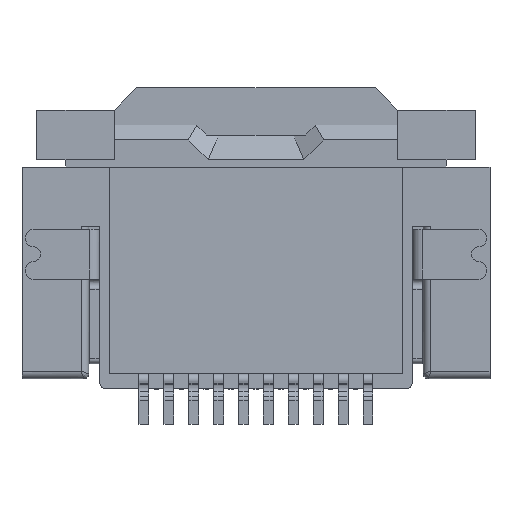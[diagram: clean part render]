
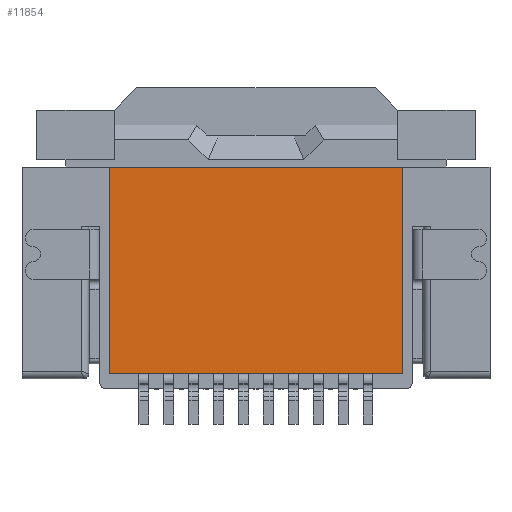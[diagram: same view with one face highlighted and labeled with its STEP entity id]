
A CAD part, front view. The second image highlights one B-rep face of the part: STEP entity #11854.
In plain terms, the highlighted planar face has unit normal (0, -1, 0).
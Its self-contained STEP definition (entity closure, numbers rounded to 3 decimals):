
#2400=ORIENTED_EDGE('',*,*,#4969,.T.);
#2401=ORIENTED_EDGE('',*,*,#4970,.T.);
#2402=ORIENTED_EDGE('',*,*,#4971,.F.);
#2403=ORIENTED_EDGE('',*,*,#4743,.F.);
#4743=EDGE_CURVE('',#6157,#6158,#7332,.T.);
#4969=EDGE_CURVE('',#6157,#6318,#7518,.T.);
#4970=EDGE_CURVE('',#6318,#6319,#7519,.T.);
#4971=EDGE_CURVE('',#6158,#6319,#7520,.T.);
#6157=VERTEX_POINT('',#17767);
#6158=VERTEX_POINT('',#17769);
#6318=VERTEX_POINT('',#18208);
#6319=VERTEX_POINT('',#18212);
#7332=LINE('',#17768,#8768);
#7518=LINE('',#18209,#8954);
#7519=LINE('',#18211,#8955);
#7520=LINE('',#18213,#8956);
#8768=VECTOR('',#14532,1000.);
#8954=VECTOR('',#14906,1000.);
#8955=VECTOR('',#14909,1000.);
#8956=VECTOR('',#14910,1000.);
#9742=EDGE_LOOP('',(#2400,#2401,#2402,#2403));
#10272=FACE_BOUND('',#9742,.T.);
#10699=PLANE('',#12612);
#11854=ADVANCED_FACE('',(#10272),#10699,.F.);
#12612=AXIS2_PLACEMENT_3D('',#18210,#14907,#14908);
#14532=DIRECTION('',(1.,0.,0.));
#14906=DIRECTION('',(0.,0.,-1.));
#14907=DIRECTION('',(0.,1.,0.));
#14908=DIRECTION('',(0.,0.,1.));
#14909=DIRECTION('',(1.,0.,0.));
#14910=DIRECTION('',(0.,0.,-1.));
#17767=CARTESIAN_POINT('',(-2.95,0.,4.45));
#17768=CARTESIAN_POINT('',(-2.95,0.,4.45));
#17769=CARTESIAN_POINT('',(2.95,0.,4.45));
#18208=CARTESIAN_POINT('',(-2.95,0.,0.3));
#18209=CARTESIAN_POINT('',(-2.95,0.,4.45));
#18210=CARTESIAN_POINT('',(-2.95,0.,4.45));
#18211=CARTESIAN_POINT('',(-2.95,0.,0.3));
#18212=CARTESIAN_POINT('',(2.95,0.,0.3));
#18213=CARTESIAN_POINT('',(2.95,0.,4.45));
